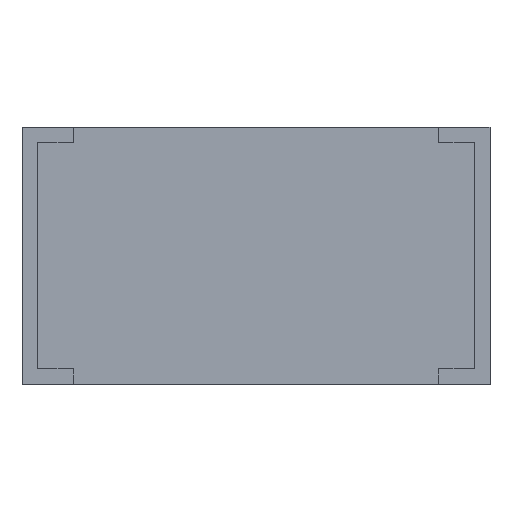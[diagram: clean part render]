
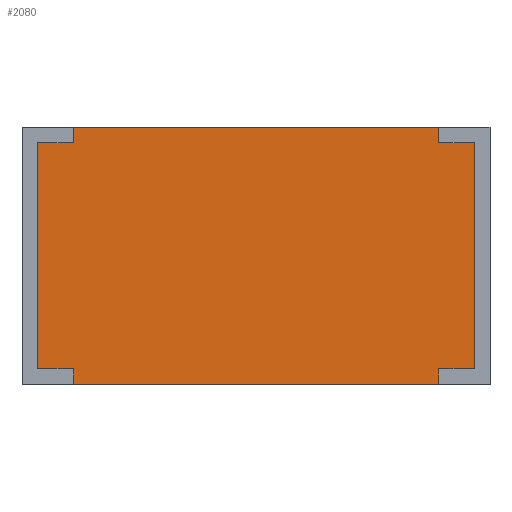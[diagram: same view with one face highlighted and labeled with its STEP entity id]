
A CAD part, top view. The second image highlights one B-rep face of the part: STEP entity #2080.
In plain terms, the highlighted planar face has unit normal (0, 0, 1).
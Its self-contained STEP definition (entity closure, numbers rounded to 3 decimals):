
#12 = CARTESIAN_POINT ( 'NONE',  ( 2.125, 0.15, 1.62 ) ) ;
#29 = ORIENTED_EDGE ( 'NONE', *, *, #83, .F. ) ;
#64 = VECTOR ( 'NONE', #2074, 1000. ) ;
#65 = CARTESIAN_POINT ( 'NONE',  ( 2.125, -3.145, 1.62 ) ) ;
#83 = EDGE_CURVE ( 'NONE', #676, #105, #2179, .T. ) ;
#105 = VERTEX_POINT ( 'NONE', #1532 ) ;
#112 = CARTESIAN_POINT ( 'NONE',  ( -1.775, 7.306, 1.62 ) ) ;
#134 = CARTESIAN_POINT ( 'NONE',  ( -1.775, 0.15, 1.62 ) ) ;
#147 = CARTESIAN_POINT ( 'NONE',  ( -1.775, 0.15, 1.62 ) ) ;
#158 = LINE ( 'NONE', #134, #1277 ) ;
#159 = EDGE_CURVE ( 'NONE', #1699, #1547, #158, .T. ) ;
#223 = VECTOR ( 'NONE', #804, 1000. ) ;
#242 = CARTESIAN_POINT ( 'NONE',  ( 1.775, 0.15, 1.62 ) ) ;
#246 = CARTESIAN_POINT ( 'NONE',  ( -1.775, 2.5, 1.62 ) ) ;
#263 = DIRECTION ( 'NONE',  ( 0., 1., 0. ) ) ;
#299 = VECTOR ( 'NONE', #464, 1000. ) ;
#315 = DIRECTION ( 'NONE',  ( 0., -1., 0. ) ) ;
#318 = PLANE ( 'NONE',  #2504 ) ;
#331 = LINE ( 'NONE', #1126, #510 ) ;
#342 = VECTOR ( 'NONE', #2046, 1000. ) ;
#357 = EDGE_CURVE ( 'NONE', #1124, #676, #749, .T. ) ;
#420 = LINE ( 'NONE', #1199, #223 ) ;
#422 = VECTOR ( 'NONE', #1213, 1000. ) ;
#425 = EDGE_CURVE ( 'NONE', #1547, #2521, #709, .T. ) ;
#462 = VERTEX_POINT ( 'NONE', #1589 ) ;
#464 = DIRECTION ( 'NONE',  ( 1., 0., 0. ) ) ;
#472 = CARTESIAN_POINT ( 'NONE',  ( -1.775, 7.306, 1.62 ) ) ;
#477 = EDGE_LOOP ( 'NONE', ( #2176, #791, #954, #1266, #1863, #1444, #2405, #1575, #2310, #1306, #29, #766 ) ) ;
#510 = VECTOR ( 'NONE', #1698, 1000. ) ;
#519 = CARTESIAN_POINT ( 'NONE',  ( -1.775, 7.306, 1.62 ) ) ;
#522 = LINE ( 'NONE', #112, #342 ) ;
#544 = VECTOR ( 'NONE', #2427, 1000. ) ;
#560 = DIRECTION ( 'NONE',  ( -1., 0., 0. ) ) ;
#607 = EDGE_CURVE ( 'NONE', #1699, #2455, #2212, .T. ) ;
#676 = VERTEX_POINT ( 'NONE', #2236 ) ;
#709 = LINE ( 'NONE', #1490, #64 ) ;
#749 = LINE ( 'NONE', #1714, #1241 ) ;
#766 = ORIENTED_EDGE ( 'NONE', *, *, #357, .F. ) ;
#791 = ORIENTED_EDGE ( 'NONE', *, *, #1728, .T. ) ;
#796 = EDGE_CURVE ( 'NONE', #2521, #462, #331, .T. ) ;
#804 = DIRECTION ( 'NONE',  ( 0., -1., 0. ) ) ;
#839 = VERTEX_POINT ( 'NONE', #1386 ) ;
#855 = CARTESIAN_POINT ( 'NONE',  ( -2.125, 0.15, 1.62 ) ) ;
#898 = CARTESIAN_POINT ( 'NONE',  ( -1.775, 0., 1.62 ) ) ;
#954 = ORIENTED_EDGE ( 'NONE', *, *, #796, .F. ) ;
#990 = VECTOR ( 'NONE', #2428, 1000. ) ;
#995 = CARTESIAN_POINT ( 'NONE',  ( 1.775, 0.15, 1.62 ) ) ;
#1084 = DIRECTION ( 'NONE',  ( 0., 0., -1. ) ) ;
#1124 = VERTEX_POINT ( 'NONE', #1225 ) ;
#1126 = CARTESIAN_POINT ( 'NONE',  ( -1.775, 2.35, 1.62 ) ) ;
#1182 = DIRECTION ( 'NONE',  ( 1., 0., 0. ) ) ;
#1199 = CARTESIAN_POINT ( 'NONE',  ( 1.775, 7.306, 1.62 ) ) ;
#1213 = DIRECTION ( 'NONE',  ( 1., 0., 0. ) ) ;
#1225 = CARTESIAN_POINT ( 'NONE',  ( 1.775, 2.5, 1.62 ) ) ;
#1241 = VECTOR ( 'NONE', #315, 1000. ) ;
#1256 = LINE ( 'NONE', #242, #544 ) ;
#1266 = ORIENTED_EDGE ( 'NONE', *, *, #425, .F. ) ;
#1277 = VECTOR ( 'NONE', #560, 1000. ) ;
#1306 = ORIENTED_EDGE ( 'NONE', *, *, #1619, .T. ) ;
#1379 = LINE ( 'NONE', #246, #2416 ) ;
#1386 = CARTESIAN_POINT ( 'NONE',  ( 1.775, 0., 1.62 ) ) ;
#1413 = VERTEX_POINT ( 'NONE', #1588 ) ;
#1436 = LINE ( 'NONE', #65, #2295 ) ;
#1444 = ORIENTED_EDGE ( 'NONE', *, *, #607, .T. ) ;
#1490 = CARTESIAN_POINT ( 'NONE',  ( -2.125, -3.145, 1.62 ) ) ;
#1532 = CARTESIAN_POINT ( 'NONE',  ( 2.125, 2.35, 1.62 ) ) ;
#1547 = VERTEX_POINT ( 'NONE', #855 ) ;
#1561 = EDGE_CURVE ( 'NONE', #2323, #2346, #1256, .T. ) ;
#1575 = ORIENTED_EDGE ( 'NONE', *, *, #1964, .F. ) ;
#1588 = CARTESIAN_POINT ( 'NONE',  ( -1.775, 2.5, 1.62 ) ) ;
#1589 = CARTESIAN_POINT ( 'NONE',  ( -1.775, 2.35, 1.62 ) ) ;
#1612 = CARTESIAN_POINT ( 'NONE',  ( -1.775, 0., 1.62 ) ) ;
#1619 = EDGE_CURVE ( 'NONE', #2323, #105, #1436, .T. ) ;
#1698 = DIRECTION ( 'NONE',  ( 1., 0., 0. ) ) ;
#1699 = VERTEX_POINT ( 'NONE', #147 ) ;
#1714 = CARTESIAN_POINT ( 'NONE',  ( 1.775, 7.306, 1.62 ) ) ;
#1728 = EDGE_CURVE ( 'NONE', #1413, #462, #522, .T. ) ;
#1767 = LINE ( 'NONE', #1612, #299 ) ;
#1863 = ORIENTED_EDGE ( 'NONE', *, *, #159, .F. ) ;
#1929 = EDGE_CURVE ( 'NONE', #1413, #1124, #1379, .T. ) ;
#1964 = EDGE_CURVE ( 'NONE', #2346, #839, #420, .T. ) ;
#2046 = DIRECTION ( 'NONE',  ( 0., -1., 0. ) ) ;
#2053 = CARTESIAN_POINT ( 'NONE',  ( -2.125, 2.35, 1.62 ) ) ;
#2074 = DIRECTION ( 'NONE',  ( 0., 1., 0. ) ) ;
#2080 = ADVANCED_FACE ( 'NONE', ( #2265 ), #318, .F. ) ;
#2176 = ORIENTED_EDGE ( 'NONE', *, *, #1929, .F. ) ;
#2179 = LINE ( 'NONE', #2426, #422 ) ;
#2212 = LINE ( 'NONE', #472, #990 ) ;
#2236 = CARTESIAN_POINT ( 'NONE',  ( 1.775, 2.35, 1.62 ) ) ;
#2243 = DIRECTION ( 'NONE',  ( -1., 0., 0. ) ) ;
#2265 = FACE_OUTER_BOUND ( 'NONE', #477, .T. ) ;
#2295 = VECTOR ( 'NONE', #263, 1000. ) ;
#2310 = ORIENTED_EDGE ( 'NONE', *, *, #1561, .F. ) ;
#2323 = VERTEX_POINT ( 'NONE', #12 ) ;
#2346 = VERTEX_POINT ( 'NONE', #995 ) ;
#2398 = EDGE_CURVE ( 'NONE', #2455, #839, #1767, .T. ) ;
#2405 = ORIENTED_EDGE ( 'NONE', *, *, #2398, .T. ) ;
#2416 = VECTOR ( 'NONE', #1182, 1000. ) ;
#2426 = CARTESIAN_POINT ( 'NONE',  ( 1.775, 2.35, 1.62 ) ) ;
#2427 = DIRECTION ( 'NONE',  ( -1., 0., 0. ) ) ;
#2428 = DIRECTION ( 'NONE',  ( 0., -1., 0. ) ) ;
#2455 = VERTEX_POINT ( 'NONE', #898 ) ;
#2504 = AXIS2_PLACEMENT_3D ( 'NONE', #519, #1084, #2243 ) ;
#2521 = VERTEX_POINT ( 'NONE', #2053 ) ;
